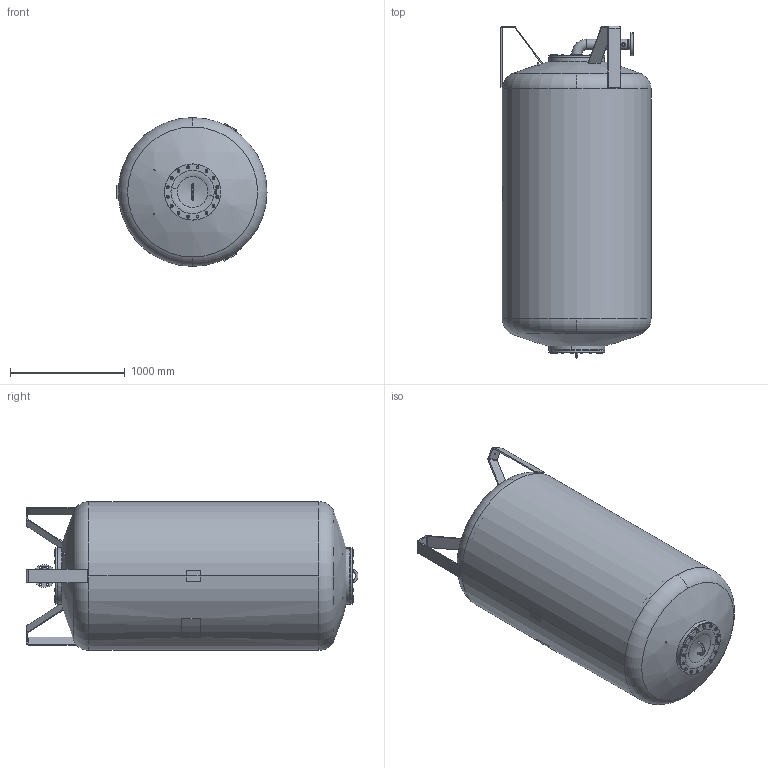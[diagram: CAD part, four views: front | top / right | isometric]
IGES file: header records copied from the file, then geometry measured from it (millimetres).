
Global section: file name: No Iges File Name specified; native system: Autodesk Inventor 2009; preprocessor: AutoDesk Inventor Iges Exporter R2009; author: CADJOBServer; date: 20100202.155410; units: millimetre
Bounding box: 1310.7 x 2897.73 x 1300 mm (x, y, z)
Volume: 2456831410.9 mm3; surface area: 37869841.3 mm2
Topology: 46 solids, 46 shells, 1767 faces, 4474 edges, 2925 vertices
Faces by surface type: plane 680, bspline 398, cone 234, revolution 187, cylinder 179, torus 82, sphere 7
